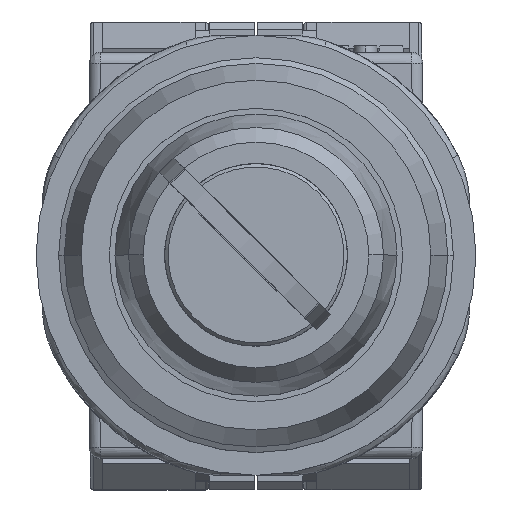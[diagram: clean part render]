
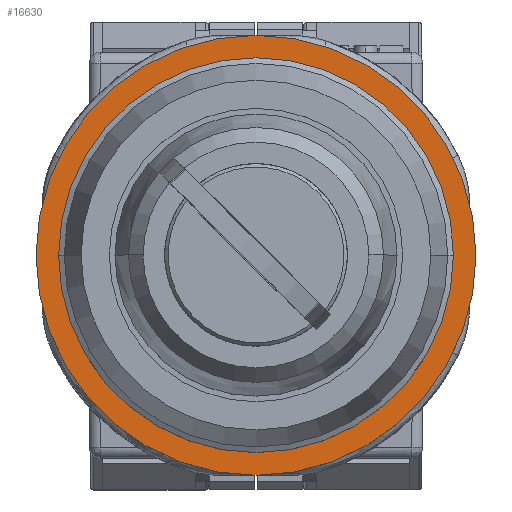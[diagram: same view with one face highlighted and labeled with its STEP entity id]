
A CAD part, top view. The second image highlights one B-rep face of the part: STEP entity #16630.
In plain terms, the highlighted planar face has unit normal (0, 0, 1).
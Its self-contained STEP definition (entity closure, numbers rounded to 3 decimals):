
#99 = AXIS2_PLACEMENT_3D ( 'NONE', #5080, #3157, #1209 ) ;
#266 = AXIS2_PLACEMENT_3D ( 'NONE', #6723, #4784, #2861 ) ;
#436 = VERTEX_POINT ( 'NONE', #7634 ) ;
#517 = EDGE_CURVE ( 'NONE', #436, #16084, #5667, .T. ) ;
#1119 = CIRCLE ( 'NONE', #14145, 19.5 ) ;
#1209 = DIRECTION ( 'NONE',  ( 1., 0., 0. ) ) ;
#2156 = AXIS2_PLACEMENT_3D ( 'NONE', #7349, #5422, #3475 ) ;
#2297 = EDGE_LOOP ( 'NONE', ( #12512, #11589 ) ) ;
#2861 = DIRECTION ( 'NONE',  ( -1., 0., 0. ) ) ;
#2875 = ORIENTED_EDGE ( 'NONE', *, *, #3078, .T. ) ;
#3043 = EDGE_LOOP ( 'NONE', ( #2875, #16154 ) ) ;
#3078 = EDGE_CURVE ( 'NONE', #10123, #9454, #4791, .T. ) ;
#3157 = DIRECTION ( 'NONE',  ( 0., 0., 1. ) ) ;
#3475 = DIRECTION ( 'NONE',  ( -1., 0., 0. ) ) ;
#4784 = DIRECTION ( 'NONE',  ( 0., 0., 1. ) ) ;
#4791 = CIRCLE ( 'NONE', #9378, 19.5 ) ;
#5080 = CARTESIAN_POINT ( 'NONE',  ( -19.734, -19.734, 1.5 ) ) ;
#5422 = DIRECTION ( 'NONE',  ( 0., 0., 1. ) ) ;
#5667 = CIRCLE ( 'NONE', #266, 14.75 ) ;
#6723 = CARTESIAN_POINT ( 'NONE',  ( 0., 0., 1.5 ) ) ;
#7349 = CARTESIAN_POINT ( 'NONE',  ( 0., 0., 1.5 ) ) ;
#7634 = CARTESIAN_POINT ( 'NONE',  ( 14.75, 0., 1.5 ) ) ;
#8719 = CARTESIAN_POINT ( 'NONE',  ( 19.5, 0., 1.5 ) ) ;
#8963 = PLANE ( 'NONE',  #99 ) ;
#9378 = AXIS2_PLACEMENT_3D ( 'NONE', #17071, #15086, #13144 ) ;
#9454 = VERTEX_POINT ( 'NONE', #8719 ) ;
#9849 = CIRCLE ( 'NONE', #2156, 14.75 ) ;
#10123 = VERTEX_POINT ( 'NONE', #14853 ) ;
#11589 = ORIENTED_EDGE ( 'NONE', *, *, #517, .F. ) ;
#12512 = ORIENTED_EDGE ( 'NONE', *, *, #16828, .F. ) ;
#13144 = DIRECTION ( 'NONE',  ( -1., 0., 0. ) ) ;
#14145 = AXIS2_PLACEMENT_3D ( 'NONE', #18237, #16241, #14296 ) ;
#14296 = DIRECTION ( 'NONE',  ( -1., 0., 0. ) ) ;
#14625 = FACE_OUTER_BOUND ( 'NONE', #3043, .T. ) ;
#14853 = CARTESIAN_POINT ( 'NONE',  ( -19.5, 0., 1.5 ) ) ;
#15086 = DIRECTION ( 'NONE',  ( 0., 0., 1. ) ) ;
#15111 = FACE_BOUND ( 'NONE', #2297, .T. ) ;
#15150 = CARTESIAN_POINT ( 'NONE',  ( -14.75, 0., 1.5 ) ) ;
#16084 = VERTEX_POINT ( 'NONE', #15150 ) ;
#16154 = ORIENTED_EDGE ( 'NONE', *, *, #17276, .T. ) ;
#16241 = DIRECTION ( 'NONE',  ( 0., 0., 1. ) ) ;
#16630 = ADVANCED_FACE ( 'NONE', ( #15111, #14625 ), #8963, .T. ) ;
#16828 = EDGE_CURVE ( 'NONE', #16084, #436, #9849, .T. ) ;
#17071 = CARTESIAN_POINT ( 'NONE',  ( 0., 0., 1.5 ) ) ;
#17276 = EDGE_CURVE ( 'NONE', #9454, #10123, #1119, .T. ) ;
#18237 = CARTESIAN_POINT ( 'NONE',  ( 0., 0., 1.5 ) ) ;
